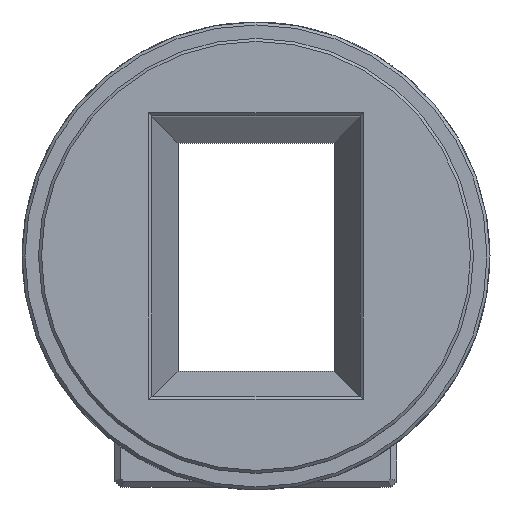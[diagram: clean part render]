
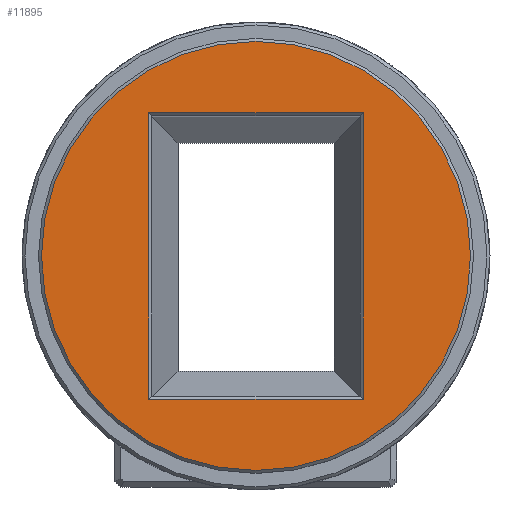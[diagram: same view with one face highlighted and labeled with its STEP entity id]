
A CAD part, top view. The second image highlights one B-rep face of the part: STEP entity #11895.
In plain terms, the highlighted planar face has unit normal (0, 0, 1).
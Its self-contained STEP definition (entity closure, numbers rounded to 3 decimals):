
#156=CIRCLE('',#12583,35.75);
#2970=ORIENTED_EDGE('',*,*,#5112,.T.);
#2971=ORIENTED_EDGE('',*,*,#5113,.T.);
#2972=ORIENTED_EDGE('',*,*,#5114,.T.);
#2973=ORIENTED_EDGE('',*,*,#5115,.T.);
#2974=ORIENTED_EDGE('',*,*,#5116,.T.);
#5112=EDGE_CURVE('',#6225,#6226,#7787,.T.);
#5113=EDGE_CURVE('',#6226,#6227,#7788,.T.);
#5114=EDGE_CURVE('',#6227,#6228,#7789,.T.);
#5115=EDGE_CURVE('',#6228,#6225,#7790,.T.);
#5116=EDGE_CURVE('',#6229,#6229,#156,.F.);
#6225=VERTEX_POINT('',#19292);
#6226=VERTEX_POINT('',#19293);
#6227=VERTEX_POINT('',#19295);
#6228=VERTEX_POINT('',#19297);
#6229=VERTEX_POINT('',#19300);
#7787=LINE('',#19291,#9364);
#7788=LINE('',#19294,#9365);
#7789=LINE('',#19296,#9366);
#7790=LINE('',#19298,#9367);
#9364=VECTOR('',#15442,1000.);
#9365=VECTOR('',#15443,1000.);
#9366=VECTOR('',#15444,1000.);
#9367=VECTOR('',#15445,1000.);
#10000=EDGE_LOOP('',(#2970,#2971,#2972,#2973));
#10001=EDGE_LOOP('',(#2974));
#10675=FACE_BOUND('',#10000,.T.);
#10676=FACE_BOUND('',#10001,.T.);
#11285=PLANE('',#12582);
#11895=ADVANCED_FACE('',(#10675,#10676),#11285,.F.);
#12582=AXIS2_PLACEMENT_3D('',#19290,#15440,#15441);
#12583=AXIS2_PLACEMENT_3D('',#19299,#15446,#15447);
#15440=DIRECTION('',(0.,0.,-1.));
#15441=DIRECTION('',(0.,1.,0.));
#15442=DIRECTION('',(0.,1.,0.));
#15443=DIRECTION('',(1.,0.,0.));
#15444=DIRECTION('',(0.,-1.,0.));
#15445=DIRECTION('',(-1.,0.,0.));
#15446=DIRECTION('',(0.,0.,-1.));
#15447=DIRECTION('',(0.,1.,0.));
#19290=CARTESIAN_POINT('',(0.,0.,111.5));
#19291=CARTESIAN_POINT('',(-17.868,23.368,111.5));
#19292=CARTESIAN_POINT('',(-17.868,-23.868,111.5));
#19293=CARTESIAN_POINT('',(-17.868,23.868,111.5));
#19294=CARTESIAN_POINT('',(17.368,23.868,111.5));
#19295=CARTESIAN_POINT('',(17.868,23.868,111.5));
#19296=CARTESIAN_POINT('',(17.868,-23.368,111.5));
#19297=CARTESIAN_POINT('',(17.868,-23.868,111.5));
#19298=CARTESIAN_POINT('',(0.,-23.868,111.5));
#19299=CARTESIAN_POINT('',(0.,0.,111.5));
#19300=CARTESIAN_POINT('',(0.,35.75,111.5));
